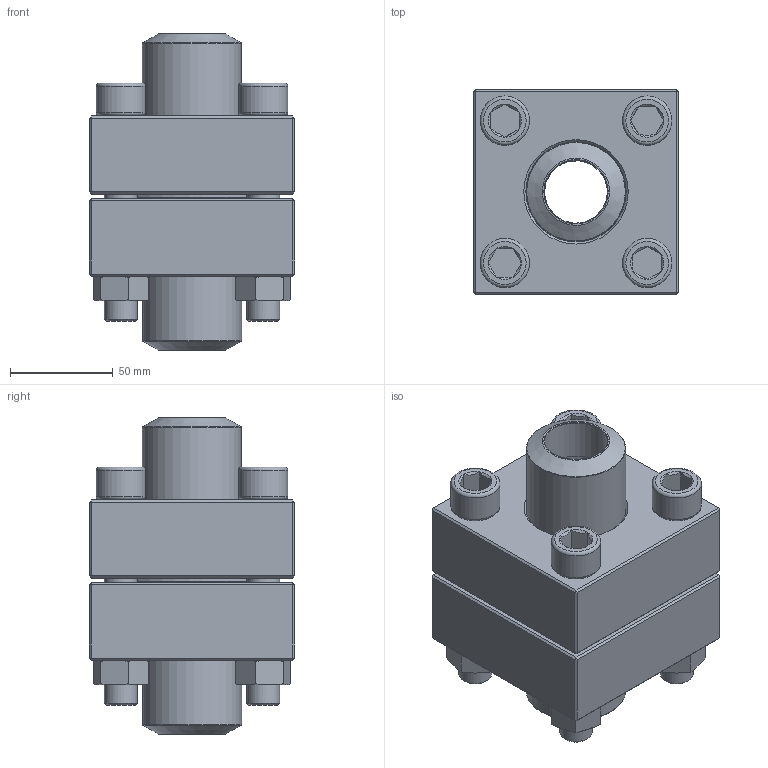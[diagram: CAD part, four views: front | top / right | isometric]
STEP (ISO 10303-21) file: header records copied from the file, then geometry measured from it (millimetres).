
FILE_DESCRIPTION(/* description */ (''),/* implementation_level */ '2;1');
FILE_NAME(/* name */ 'FK032-501.stp',/* time_stamp */ '2023-05-03T09:12:54+02:00',/* author */ (''),/* organization */ (''),/* preprocessor_version */ 'ST-DEVELOPER v16',/* originating_system */ 'SIEMENS PLM Software NX 10.0',/* authorisation */ '');
FILE_SCHEMA (('AUTOMOTIVE_DESIGN { 1 0 10303 214 3 1 1 1 }'));
Length unit declared in the file: millimetre
Products named in the file (7): X-Mutter; X-FK; X-O; X-FA; X-Schraube; X-FKV; FK
Assembly tree (13 placements, depth 2):
  FK
    X-FKV  x2
    X-Schraube  x4
    X-FA
    X-O
    X-FK
    X-Mutter  x4
Bounding box: 100 x 100 x 154 mm (x, y, z)
Volume: 827199.2 mm3; surface area: 184783 mm2
Topology: 13 solids, 13 shells, 303 faces, 602 edges, 337 vertices
Faces by surface type: plane 134, cone 118, cylinder 38, torus 13
Full cylindrical faces by diameter (mm): 16 x8, 16.166 x4, 17 x8, 24 x4, 30.7 x2, 31 x2, 37.7 x1, 45.466 x1, 48.3 x2, 48.8 x2, 76 x2, 77 x2
Entity records: 3069 total; most frequent: CARTESIAN_POINT 553, DIRECTION 516, ORIENTED_EDGE 366, AXIS2_PLACEMENT_3D 225, EDGE_LOOP 198, EDGE_CURVE 183, FACE_BOUND 143, VERTEX_POINT 130
